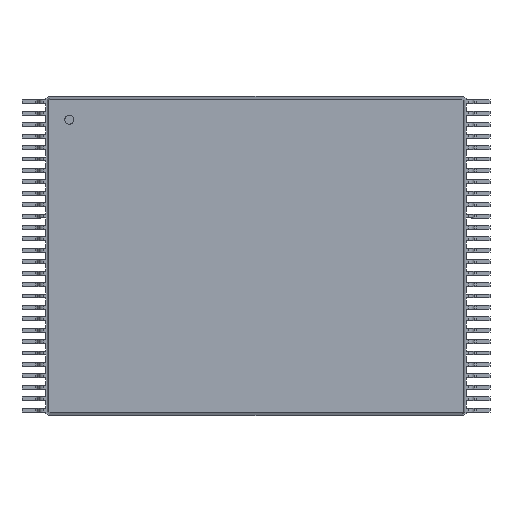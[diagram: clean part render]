
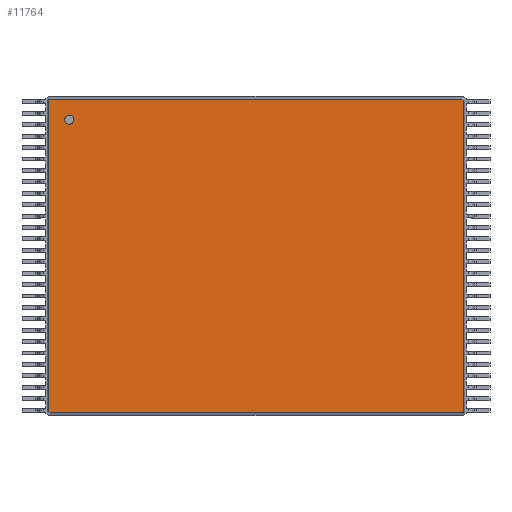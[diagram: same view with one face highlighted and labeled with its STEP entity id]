
A CAD part, top view. The second image highlights one B-rep face of the part: STEP entity #11764.
In plain terms, the highlighted planar face has unit normal (0, 0, 1).
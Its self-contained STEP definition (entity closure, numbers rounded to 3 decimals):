
#27=VECTOR('',#28,1.);
#28=DIRECTION('',(1.,0.,0.));
#51=VECTOR('',#52,1.);
#52=DIRECTION('',(0.707,-0.707,0.));
#58=VECTOR('',#59,1.);
#59=DIRECTION('',(0.,-1.,0.));
#65=VECTOR('',#66,1.);
#66=DIRECTION('',(-0.707,-0.707,0.));
#72=VECTOR('',#73,1.);
#73=DIRECTION('',(-1.,0.,0.));
#79=VECTOR('',#80,1.);
#80=DIRECTION('',(-0.707,0.707,0.));
#86=VECTOR('',#87,1.);
#87=DIRECTION('',(0.,1.,0.));
#91=VECTOR('',#92,1.);
#92=DIRECTION('',(0.707,0.707,0.));
#95=DIRECTION('',(0.,0.,-1.));
#3241=VERTEX_POINT('',#3242);
#3242=CARTESIAN_POINT('',(-9.075,6.822,1.2));
#3245=EDGE_CURVE('',#3246,#3241,#3248,.T.);
#3246=VERTEX_POINT('',#3247);
#3247=CARTESIAN_POINT('',(-9.075,-6.822,1.2));
#3248=LINE('',#3247,#86);
#3259=VERTEX_POINT('',#3260);
#3260=CARTESIAN_POINT('',(-9.022,6.875,1.2));
#3263=EDGE_CURVE('',#3241,#3259,#3264,.T.);
#3264=LINE('',#3242,#91);
#3273=VERTEX_POINT('',#3274);
#3274=CARTESIAN_POINT('',(9.022,6.875,1.2));
#3277=EDGE_CURVE('',#3259,#3273,#3278,.T.);
#3278=LINE('',#3260,#27);
#3287=VERTEX_POINT('',#3288);
#3288=CARTESIAN_POINT('',(9.075,6.822,1.2));
#3291=EDGE_CURVE('',#3273,#3287,#3292,.T.);
#3292=LINE('',#3274,#51);
#3525=VERTEX_POINT('',#3526);
#3526=CARTESIAN_POINT('',(9.075,-6.822,1.2));
#3529=EDGE_CURVE('',#3287,#3525,#3530,.T.);
#3530=LINE('',#3288,#58);
#11764=ADVANCED_FACE('',(#11765,#11785),#11795,.F.);
#11765=FACE_BOUND('',#11766,.F.);
#11766=EDGE_LOOP('',(#11767,#11768,#11769,#11770,#11775,#11780,#11783,#11784));
#11767=ORIENTED_EDGE('',*,*,#3277,.T.);
#11768=ORIENTED_EDGE('',*,*,#3291,.T.);
#11769=ORIENTED_EDGE('',*,*,#3529,.T.);
#11770=ORIENTED_EDGE('',*,*,#11771,.T.);
#11771=EDGE_CURVE('',#3525,#11772,#11774,.T.);
#11772=VERTEX_POINT('',#11773);
#11773=CARTESIAN_POINT('',(9.022,-6.875,1.2));
#11774=LINE('',#3526,#65);
#11775=ORIENTED_EDGE('',*,*,#11776,.T.);
#11776=EDGE_CURVE('',#11772,#11777,#11779,.T.);
#11777=VERTEX_POINT('',#11778);
#11778=CARTESIAN_POINT('',(-9.022,-6.875,1.2));
#11779=LINE('',#11773,#72);
#11780=ORIENTED_EDGE('',*,*,#11781,.T.);
#11781=EDGE_CURVE('',#11777,#3246,#11782,.T.);
#11782=LINE('',#11778,#79);
#11783=ORIENTED_EDGE('',*,*,#3245,.T.);
#11784=ORIENTED_EDGE('',*,*,#3263,.T.);
#11785=FACE_BOUND('',#11786,.F.);
#11786=EDGE_LOOP('',(#11787));
#11787=ORIENTED_EDGE('',*,*,#11788,.F.);
#11788=EDGE_CURVE('',#11789,#11789,#11791,.T.);
#11789=VERTEX_POINT('',#11790);
#11790=CARTESIAN_POINT('',(-8.175,5.775,1.2));
#11791=CIRCLE('',#11792,0.2);
#11792=AXIS2_PLACEMENT_3D('',#11793,#11794,#59);
#11793=CARTESIAN_POINT('',(-8.175,5.975,1.2));
#11794=DIRECTION('',(0.,-0.,-1.));
#11795=PLANE('',#11796);
#11796=AXIS2_PLACEMENT_3D('',#3260,#95,#11797);
#11797=DIRECTION('',(0.797,-0.603,0.));
